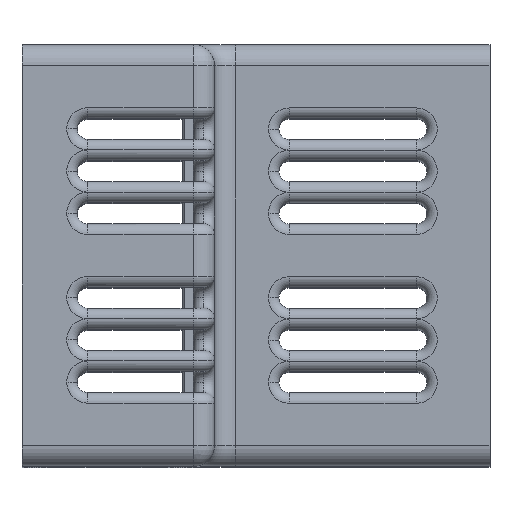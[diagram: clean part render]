
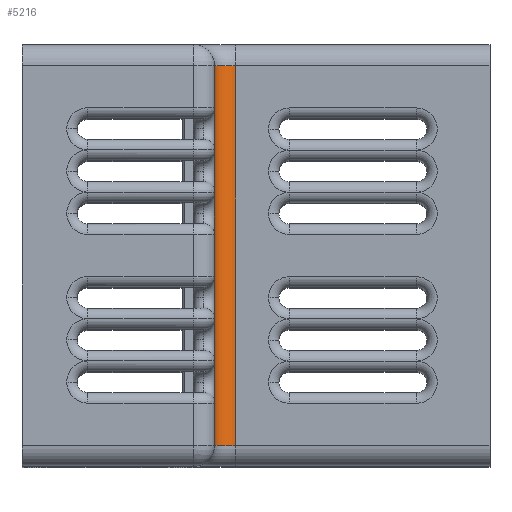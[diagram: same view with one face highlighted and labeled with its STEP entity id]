
A CAD part, top view. The second image highlights one B-rep face of the part: STEP entity #5216.
In plain terms, the highlighted cylindrical face has radius 5 mm (diameter 10 mm), a partial arc.
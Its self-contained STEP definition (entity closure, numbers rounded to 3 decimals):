
#1601 = EDGE_CURVE ( 'NONE', #34905, #11517, #18805, .T. ) ;
#2203 = CARTESIAN_POINT ( 'NONE',  ( 10., -87., 56.6 ) ) ;
#2559 = EDGE_CURVE ( 'NONE', #24642, #34905, #11874, .T. ) ;
#2613 = AXIS2_PLACEMENT_3D ( 'NONE', #23948, #29424, #10534 ) ;
#2996 = VECTOR ( 'NONE', #20532, 1000. ) ;
#3449 = LINE ( 'NONE', #17760, #2996 ) ;
#4604 = VECTOR ( 'NONE', #17997, 1000. ) ;
#5216 = ADVANCED_FACE ( 'NONE', ( #16809 ), #21127, .F. ) ;
#6331 = ORIENTED_EDGE ( 'NONE', *, *, #2559, .F. ) ;
#7214 = DIRECTION ( 'NONE',  ( 0., 1., 0. ) ) ;
#8329 = ORIENTED_EDGE ( 'NONE', *, *, #1601, .F. ) ;
#8866 = AXIS2_PLACEMENT_3D ( 'NONE', #2203, #7214, #12940 ) ;
#9747 = CARTESIAN_POINT ( 'NONE',  ( 10., -42., 51.6 ) ) ;
#10534 = DIRECTION ( 'NONE',  ( 0., 0., 1. ) ) ;
#11517 = VERTEX_POINT ( 'NONE', #12489 ) ;
#11874 = LINE ( 'NONE', #9747, #4604 ) ;
#12489 = CARTESIAN_POINT ( 'NONE',  ( 5., -87., 56.6 ) ) ;
#12940 = DIRECTION ( 'NONE',  ( 0., 0., -1. ) ) ;
#13704 = DIRECTION ( 'NONE',  ( 0., 0., -1. ) ) ;
#16428 = EDGE_LOOP ( 'NONE', ( #32574, #32504, #8329, #6331 ) ) ;
#16809 = FACE_OUTER_BOUND ( 'NONE', #16428, .T. ) ;
#17760 = CARTESIAN_POINT ( 'NONE',  ( 5., 8., 56.6 ) ) ;
#17997 = DIRECTION ( 'NONE',  ( 0., -1., 0. ) ) ;
#18518 = AXIS2_PLACEMENT_3D ( 'NONE', #24364, #27088, #13704 ) ;
#18805 = CIRCLE ( 'NONE', #8866, 5. ) ;
#20532 = DIRECTION ( 'NONE',  ( 0., 1., 0. ) ) ;
#21127 = CYLINDRICAL_SURFACE ( 'NONE', #2613, 5. ) ;
#21822 = CARTESIAN_POINT ( 'NONE',  ( 10., -87., 51.6 ) ) ;
#23948 = CARTESIAN_POINT ( 'NONE',  ( 10., 6., 56.6 ) ) ;
#24364 = CARTESIAN_POINT ( 'NONE',  ( 10., 3., 56.6 ) ) ;
#24455 = EDGE_CURVE ( 'NONE', #24642, #28986, #35012, .T. ) ;
#24642 = VERTEX_POINT ( 'NONE', #25886 ) ;
#25886 = CARTESIAN_POINT ( 'NONE',  ( 10., 3., 51.6 ) ) ;
#27088 = DIRECTION ( 'NONE',  ( 0., 1., 0. ) ) ;
#28986 = VERTEX_POINT ( 'NONE', #33606 ) ;
#29424 = DIRECTION ( 'NONE',  ( 0., 1., 0. ) ) ;
#32504 = ORIENTED_EDGE ( 'NONE', *, *, #33552, .F. ) ;
#32574 = ORIENTED_EDGE ( 'NONE', *, *, #24455, .T. ) ;
#33552 = EDGE_CURVE ( 'NONE', #11517, #28986, #3449, .T. ) ;
#33606 = CARTESIAN_POINT ( 'NONE',  ( 5., 3., 56.6 ) ) ;
#34905 = VERTEX_POINT ( 'NONE', #21822 ) ;
#35012 = CIRCLE ( 'NONE', #18518, 5. ) ;
